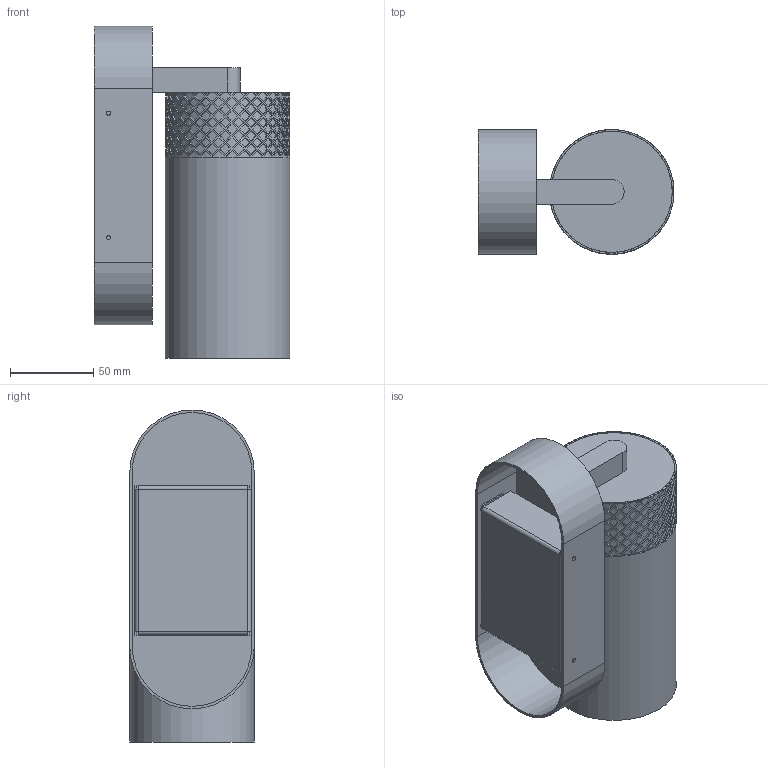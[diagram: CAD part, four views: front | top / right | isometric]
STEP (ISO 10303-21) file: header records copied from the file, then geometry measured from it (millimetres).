
FILE_DESCRIPTION(/* description */ (''),/* implementation_level */ '2;1');
FILE_NAME(/* name */ 'Fusion W0412 v1.step',/* time_stamp */ '2025-08-11T12:49:06+02:00',/* author */ (''),/* organization */ (''),/* preprocessor_version */ 'ST-DEVELOPER v20.1',/* originating_system */ 'Autodesk Translation Framework v14.10.0.0',/* authorisation */ '');
FILE_SCHEMA (('AUTOMOTIVE_DESIGN { 1 0 10303 214 3 1 1 }'));
Products named in the file (1): Fusion W0412
Bounding box: 118.05 x 75.11 x 200 mm (x, y, z)
Volume: 263245 mm3; surface area: 177907.8 mm2
Topology: 7 solids, 7 shells, 1411 faces, 4108 edges, 2714 vertices
Faces by surface type: bspline 1188, plane 200, cylinder 23
Full cylindrical faces by diameter (mm): 2.529 x4, 73 x2, 75 x1, 75.107 x1
Entity records: 63295 total; most frequent: CARTESIAN_POINT 33182, ORIENTED_EDGE 8216, EDGE_CURVE 4108, VERTEX_POINT 2714, DIRECTION 2394, B_SPLINE_CURVE_WITH_KNOTS 2376, EDGE_LOOP 1870, LINE 1518
